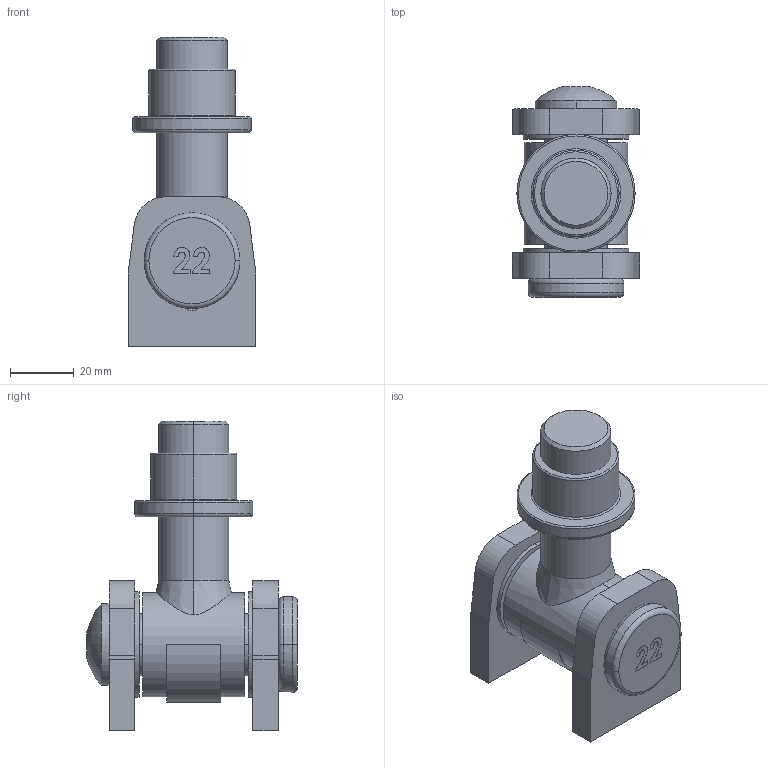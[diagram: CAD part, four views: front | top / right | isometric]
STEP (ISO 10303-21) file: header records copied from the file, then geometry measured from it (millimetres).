
FILE_DESCRIPTION (( 'STEP AP203' ), '1' );
FILE_NAME ('135-M22.STEP', '2019-08-02T08:57:25', ( '' ), ( '' ), 'SwSTEP 2.0', 'SolidWorks 2015', '' );
FILE_SCHEMA (( 'CONFIG_CONTROL_DESIGN' ));
Length unit declared in the file: millimetre
Products named in the file (7): 135-MXX Teil1_135-M22 Teil1; 135-MXX Teil6_135-M22 Teil6; 135-M22; 135-MXX Teil4_135-M22 Teil4; 135-MXX Teil2_135-M22 Teil2; 135-MXX Teil5_135-M22 Teil5; 135-MXX Teil3_135-M22 Teil3
Assembly tree (8 placements, depth 2):
  135-M22
    135-MXX Teil1_135-M22 Teil1  x2
    135-MXX Teil3_135-M22 Teil3  x2
    135-MXX Teil2_135-M22 Teil2
    135-MXX Teil4_135-M22 Teil4
    135-MXX Teil5_135-M22 Teil5
    135-MXX Teil6_135-M22 Teil6
Bounding box: 40 x 66.05 x 97 mm (x, y, z)
Volume: 92572.9 mm3; surface area: 34369.9 mm2
Topology: 8 solids, 8 shells, 552 faces, 1457 edges, 961 vertices
Faces by surface type: plane 296, bspline 176, cylinder 50, cone 14, torus 14, sphere 2
Entity records: 15823 total; most frequent: CARTESIAN_POINT 7451, ORIENTED_EDGE 1716, DIRECTION 1290, EDGE_CURVE 858, VERTEX_POINT 563, LINE 530, VECTOR 530, AXIS2_PLACEMENT_3D 380
